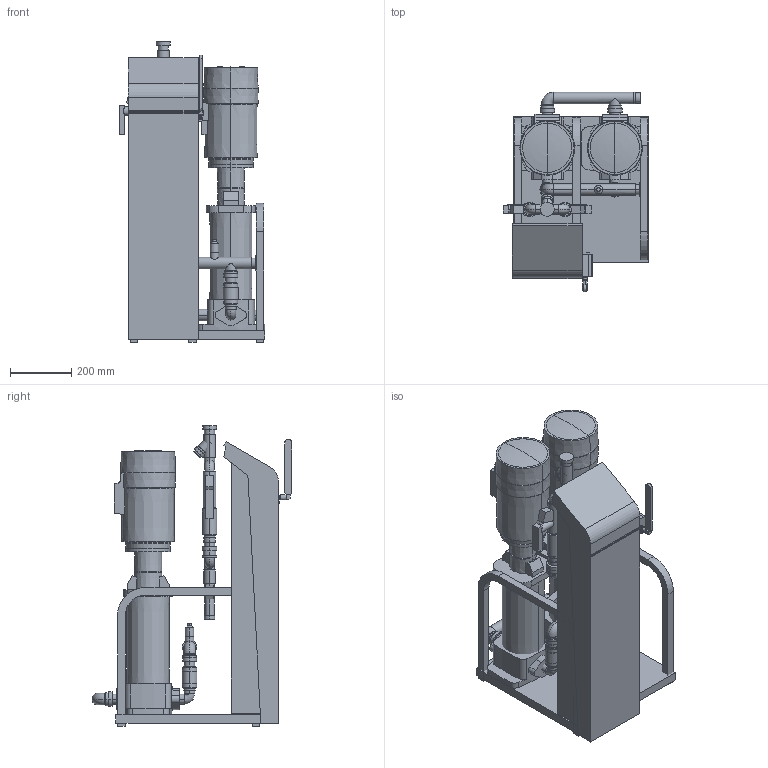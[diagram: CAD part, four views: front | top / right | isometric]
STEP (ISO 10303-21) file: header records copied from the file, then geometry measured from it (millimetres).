
FILE_DESCRIPTION (( 'STEP AP214' ), '1' );
FILE_NAME ('Sinum_D80.STEP', '2024-04-08T13:18:18', ( '' ), ( '' ), 'SwSTEP 2.0', 'SolidWorks 2021', '' );
FILE_SCHEMA (( 'AUTOMOTIVE_DESIGN' ));
Length unit declared in the file: millimetre
Products named in the file (3): Sinum_D80; 17953_flmat_mp_g4_remote_d80.dwg; Sinum_D80.dwg
Assembly tree (2 placements, depth 3):
  Sinum_D80
    Sinum_D80.dwg
      17953_flmat_mp_g4_remote_d80.dwg
Bounding box: 473.08 x 650.61 x 978.85 mm (x, y, z)
Volume: 63071653.3 mm3; surface area: 3274181 mm2
Topology: 17 solids, 17 shells, 781 faces, 1820 edges, 1151 vertices
Faces by surface type: plane 352, cylinder 270, cone 134, torus 24, bspline 1
Entity records: 24165 total; most frequent: CARTESIAN_POINT 5687, DIRECTION 4032, ORIENTED_EDGE 3624, EDGE_CURVE 1812, AXIS2_PLACEMENT_3D 1514, VERTEX_POINT 1151, LINE 1004, VECTOR 1004
